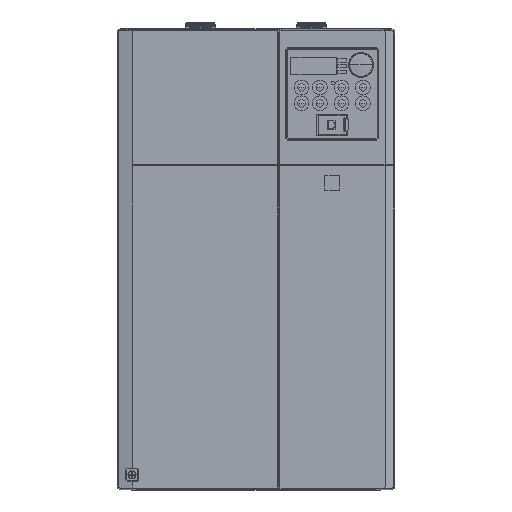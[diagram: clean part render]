
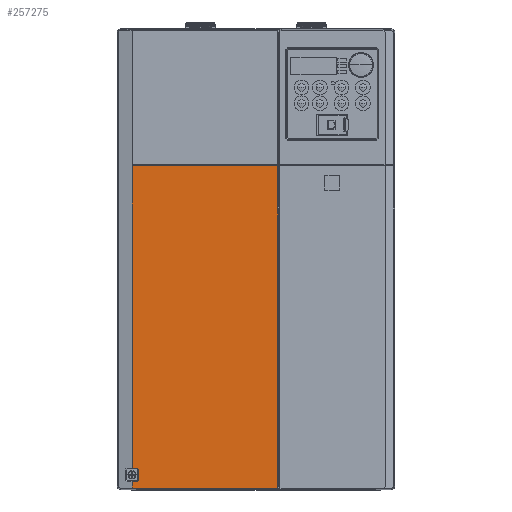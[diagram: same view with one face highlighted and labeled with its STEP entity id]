
A CAD part, top view. The second image highlights one B-rep face of the part: STEP entity #257275.
In plain terms, the highlighted planar face has unit normal (0, 0, 1).
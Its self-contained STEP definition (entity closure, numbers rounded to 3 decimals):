
#7089 = VERTEX_POINT ( 'NONE', #150770 ) ;
#10224 = DIRECTION ( 'NONE',  ( 0., 1., 0. ) ) ;
#13298 = ORIENTED_EDGE ( 'NONE', *, *, #136158, .T. ) ;
#18638 = EDGE_CURVE ( 'NONE', #293485, #241699, #137020, .T. ) ;
#20768 = LINE ( 'NONE', #130940, #331275 ) ;
#21752 = VECTOR ( 'NONE', #357173, 1000. ) ;
#26876 = VERTEX_POINT ( 'NONE', #190896 ) ;
#30583 = VERTEX_POINT ( 'NONE', #184807 ) ;
#41091 = DIRECTION ( 'NONE',  ( 0., 1., 0. ) ) ;
#41599 = VECTOR ( 'NONE', #71720, 1000. ) ;
#46510 = CARTESIAN_POINT ( 'NONE',  ( 18.29, -193.877, 3.3 ) ) ;
#49484 = CARTESIAN_POINT ( 'NONE',  ( -104.581, -188., 3.3 ) ) ;
#56301 = DIRECTION ( 'NONE',  ( 0., -1., 0. ) ) ;
#58726 = EDGE_CURVE ( 'NONE', #7089, #81078, #230535, .T. ) ;
#61647 = VERTEX_POINT ( 'NONE', #293059 ) ;
#62320 = ORIENTED_EDGE ( 'NONE', *, *, #101482, .F. ) ;
#71720 = DIRECTION ( 'NONE',  ( 1., 0., 0. ) ) ;
#72828 = CARTESIAN_POINT ( 'NONE',  ( 18.29, -193.877, 3.3 ) ) ;
#77366 = CARTESIAN_POINT ( 'NONE',  ( -104.581, -193.877, 3.3 ) ) ;
#81078 = VERTEX_POINT ( 'NONE', #340451 ) ;
#101482 = EDGE_CURVE ( 'NONE', #26876, #148262, #160848, .T. ) ;
#102935 = DIRECTION ( 'NONE',  ( 0., 1., 0. ) ) ;
#104611 = VERTEX_POINT ( 'NONE', #315164 ) ;
#106521 = CARTESIAN_POINT ( 'NONE',  ( -104.581, 79., 3.3 ) ) ;
#119412 = VERTEX_POINT ( 'NONE', #119855 ) ;
#119855 = CARTESIAN_POINT ( 'NONE',  ( 18.29, 79., 3.3 ) ) ;
#122223 = CARTESIAN_POINT ( 'NONE',  ( -104.581, -193.877, 3.3 ) ) ;
#130907 = EDGE_LOOP ( 'NONE', ( #62320, #218150, #335452, #329083, #254275, #298569, #292233, #13298, #156793, #198567 ) ) ;
#130940 = CARTESIAN_POINT ( 'NONE',  ( -104.581, 79., 3.3 ) ) ;
#136158 = EDGE_CURVE ( 'NONE', #81078, #293485, #199167, .T. ) ;
#136901 = DIRECTION ( 'NONE',  ( 1., 0., 0. ) ) ;
#137020 = LINE ( 'NONE', #192059, #197906 ) ;
#142263 = AXIS2_PLACEMENT_3D ( 'NONE', #187282, #163400, #102935 ) ;
#148262 = VERTEX_POINT ( 'NONE', #77366 ) ;
#150770 = CARTESIAN_POINT ( 'NONE',  ( -99.5, -178.5, 3.3 ) ) ;
#154836 = LINE ( 'NONE', #46510, #159214 ) ;
#156793 = ORIENTED_EDGE ( 'NONE', *, *, #18638, .T. ) ;
#157569 = DIRECTION ( 'NONE',  ( 1., 0., 0. ) ) ;
#159214 = VECTOR ( 'NONE', #41091, 1000. ) ;
#160848 = LINE ( 'NONE', #72828, #21752 ) ;
#162094 = DIRECTION ( 'NONE',  ( 0., -1., 0. ) ) ;
#163400 = DIRECTION ( 'NONE',  ( 0., 0., -1. ) ) ;
#164989 = DIRECTION ( 'NONE',  ( 0., 0., -1. ) ) ;
#184807 = CARTESIAN_POINT ( 'NONE',  ( -104.581, 79., 3.3 ) ) ;
#187282 = CARTESIAN_POINT ( 'NONE',  ( -101., -178.5, 3.3 ) ) ;
#187642 = AXIS2_PLACEMENT_3D ( 'NONE', #278694, #164989, #330212 ) ;
#190896 = CARTESIAN_POINT ( 'NONE',  ( 18.29, -193.877, 3.3 ) ) ;
#192059 = CARTESIAN_POINT ( 'NONE',  ( -101., -188., 3.3 ) ) ;
#197902 = FACE_OUTER_BOUND ( 'NONE', #130907, .T. ) ;
#197906 = VECTOR ( 'NONE', #248920, 1000. ) ;
#198567 = ORIENTED_EDGE ( 'NONE', *, *, #311311, .F. ) ;
#199167 = CIRCLE ( 'NONE', #316562, 1.5 ) ;
#206587 = EDGE_CURVE ( 'NONE', #26876, #119412, #154836, .T. ) ;
#215599 = EDGE_CURVE ( 'NONE', #30583, #61647, #20768, .T. ) ;
#216360 = VECTOR ( 'NONE', #10224, 1000. ) ;
#217271 = EDGE_CURVE ( 'NONE', #61647, #104611, #276325, .T. ) ;
#218150 = ORIENTED_EDGE ( 'NONE', *, *, #206587, .T. ) ;
#230535 = LINE ( 'NONE', #342460, #239270 ) ;
#239270 = VECTOR ( 'NONE', #56301, 1000. ) ;
#240143 = DIRECTION ( 'NONE',  ( 0., 0., -1. ) ) ;
#241699 = VERTEX_POINT ( 'NONE', #49484 ) ;
#248920 = DIRECTION ( 'NONE',  ( -1., 0., 0. ) ) ;
#249731 = VECTOR ( 'NONE', #136901, 1000. ) ;
#254275 = ORIENTED_EDGE ( 'NONE', *, *, #217271, .T. ) ;
#257275 = ADVANCED_FACE ( 'NONE', ( #197902 ), #304427, .F. ) ;
#276325 = LINE ( 'NONE', #333241, #249731 ) ;
#278694 = CARTESIAN_POINT ( 'NONE',  ( -116.661, -250., 3.3 ) ) ;
#288844 = CARTESIAN_POINT ( 'NONE',  ( -101., -188., 3.3 ) ) ;
#292233 = ORIENTED_EDGE ( 'NONE', *, *, #58726, .T. ) ;
#293059 = CARTESIAN_POINT ( 'NONE',  ( -104.581, -177., 3.3 ) ) ;
#293485 = VERTEX_POINT ( 'NONE', #288844 ) ;
#298569 = ORIENTED_EDGE ( 'NONE', *, *, #335544, .T. ) ;
#300464 = CIRCLE ( 'NONE', #142263, 1.5 ) ;
#304427 = PLANE ( 'NONE',  #187642 ) ;
#306394 = EDGE_CURVE ( 'NONE', #30583, #119412, #354243, .T. ) ;
#311311 = EDGE_CURVE ( 'NONE', #148262, #241699, #340613, .T. ) ;
#315164 = CARTESIAN_POINT ( 'NONE',  ( -101., -177., 3.3 ) ) ;
#316562 = AXIS2_PLACEMENT_3D ( 'NONE', #322742, #240143, #157569 ) ;
#322742 = CARTESIAN_POINT ( 'NONE',  ( -101., -186.5, 3.3 ) ) ;
#329083 = ORIENTED_EDGE ( 'NONE', *, *, #215599, .T. ) ;
#330212 = DIRECTION ( 'NONE',  ( 0., -1., 0. ) ) ;
#331275 = VECTOR ( 'NONE', #162094, 1000. ) ;
#333241 = CARTESIAN_POINT ( 'NONE',  ( -104.581, -177., 3.3 ) ) ;
#335452 = ORIENTED_EDGE ( 'NONE', *, *, #306394, .F. ) ;
#335544 = EDGE_CURVE ( 'NONE', #104611, #7089, #300464, .T. ) ;
#340451 = CARTESIAN_POINT ( 'NONE',  ( -99.5, -186.5, 3.3 ) ) ;
#340613 = LINE ( 'NONE', #122223, #216360 ) ;
#342460 = CARTESIAN_POINT ( 'NONE',  ( -99.5, -178.5, 3.3 ) ) ;
#354243 = LINE ( 'NONE', #106521, #41599 ) ;
#357173 = DIRECTION ( 'NONE',  ( -1., 0., 0. ) ) ;
